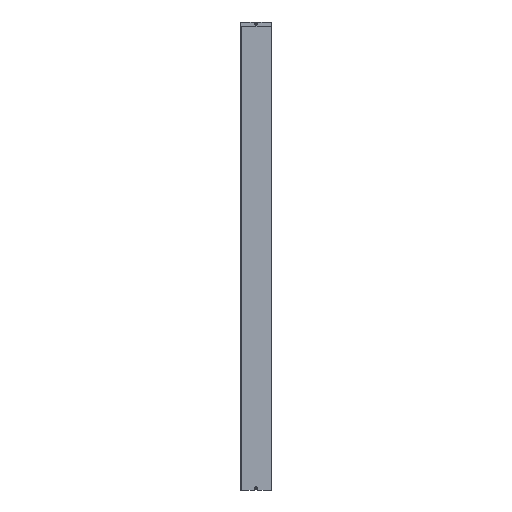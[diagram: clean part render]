
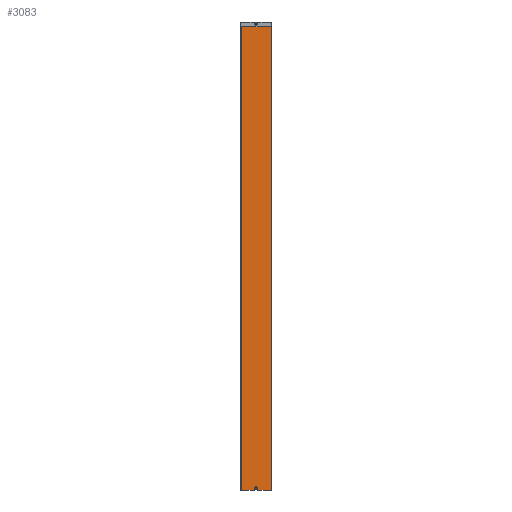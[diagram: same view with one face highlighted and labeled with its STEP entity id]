
A CAD part, front view. The second image highlights one B-rep face of the part: STEP entity #3083.
In plain terms, the highlighted planar face has unit normal (0, -1, 0).
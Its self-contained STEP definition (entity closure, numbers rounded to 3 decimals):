
#71 = EDGE_CURVE ( 'NONE', #1542, #5419, #3004, .T. ) ;
#94 = CIRCLE ( 'NONE', #2207, 0.5 ) ;
#109 = CARTESIAN_POINT ( 'NONE',  ( 10.854, 0., -2968.646 ) ) ;
#116 = EDGE_CURVE ( 'NONE', #2389, #4704, #5131, .T. ) ;
#121 = DIRECTION ( 'NONE',  ( 1., 0., 0. ) ) ;
#190 = DIRECTION ( 'NONE',  ( 0., -1., 0. ) ) ;
#238 = DIRECTION ( 'NONE',  ( 1., 0., 0. ) ) ;
#413 = CARTESIAN_POINT ( 'NONE',  ( 99., 0., -2969. ) ) ;
#421 = AXIS2_PLACEMENT_3D ( 'NONE', #4008, #3984, #3958 ) ;
#510 = VERTEX_POINT ( 'NONE', #2341 ) ;
#650 = ORIENTED_EDGE ( 'NONE', *, *, #5556, .T. ) ;
#691 = CARTESIAN_POINT ( 'NONE',  ( -11.331, 0., -2968.7 ) ) ;
#693 = CARTESIAN_POINT ( 'NONE',  ( -10.5, 0., -2968.5 ) ) ;
#708 = CARTESIAN_POINT ( 'NONE',  ( 10.5, 0., -2969. ) ) ;
#766 = LINE ( 'NONE', #3272, #5463 ) ;
#835 = ORIENTED_EDGE ( 'NONE', *, *, #4686, .T. ) ;
#884 = FACE_OUTER_BOUND ( 'NONE', #5811, .T. ) ;
#982 = VECTOR ( 'NONE', #5966, 1000. ) ;
#999 = ORIENTED_EDGE ( 'NONE', *, *, #116, .T. ) ;
#1207 = CARTESIAN_POINT ( 'NONE',  ( -99., 0., -2969. ) ) ;
#1274 = VECTOR ( 'NONE', #3232, 1000. ) ;
#1368 = DIRECTION ( 'NONE',  ( 1., 0., 0. ) ) ;
#1394 = VERTEX_POINT ( 'NONE', #3921 ) ;
#1395 = LINE ( 'NONE', #5874, #4263 ) ;
#1405 = DIRECTION ( 'NONE',  ( 0., 1., 0. ) ) ;
#1417 = DIRECTION ( 'NONE',  ( 0., 0., 1. ) ) ;
#1468 = CARTESIAN_POINT ( 'NONE',  ( 0., 0., -2955. ) ) ;
#1521 = CARTESIAN_POINT ( 'NONE',  ( -100., 0., -2968.5 ) ) ;
#1542 = VERTEX_POINT ( 'NONE', #3710 ) ;
#1668 = CIRCLE ( 'NONE', #5482, 7.3 ) ;
#1800 = VERTEX_POINT ( 'NONE', #2097 ) ;
#1875 = ORIENTED_EDGE ( 'NONE', *, *, #3374, .T. ) ;
#1893 = CARTESIAN_POINT ( 'NONE',  ( 99., 0., 0. ) ) ;
#1924 = ORIENTED_EDGE ( 'NONE', *, *, #71, .T. ) ;
#1938 = CARTESIAN_POINT ( 'NONE',  ( 0., 0., -2962.3 ) ) ;
#1953 = ORIENTED_EDGE ( 'NONE', *, *, #5743, .F. ) ;
#1977 = LINE ( 'NONE', #1207, #4327 ) ;
#2029 = CARTESIAN_POINT ( 'NONE',  ( -11.119, 0., -2968.912 ) ) ;
#2069 = AXIS2_PLACEMENT_3D ( 'NONE', #708, #4110, #4096 ) ;
#2097 = CARTESIAN_POINT ( 'NONE',  ( -99., 0., -2969. ) ) ;
#2129 = CARTESIAN_POINT ( 'NONE',  ( 0., 0., 0. ) ) ;
#2145 = EDGE_CURVE ( 'NONE', #5419, #1542, #1668, .T. ) ;
#2207 = AXIS2_PLACEMENT_3D ( 'NONE', #4465, #4414, #4392 ) ;
#2324 = ORIENTED_EDGE ( 'NONE', *, *, #2145, .T. ) ;
#2341 = CARTESIAN_POINT ( 'NONE',  ( -11.331, 0., -2969. ) ) ;
#2389 = VERTEX_POINT ( 'NONE', #693 ) ;
#2426 = VERTEX_POINT ( 'NONE', #109 ) ;
#2579 = VERTEX_POINT ( 'NONE', #3317 ) ;
#2710 = ORIENTED_EDGE ( 'NONE', *, *, #4109, .T. ) ;
#2820 = B_SPLINE_CURVE_WITH_KNOTS ( 'NONE', 3,
 ( #4220, #4368, #4201, #4194, #4170, #4154, #4135 ),
 .UNSPECIFIED., .F., .F.,
 ( 4, 1, 1, 1, 4 ),
 ( 0., 0.25, 0.5, 0.75, 1. ),
 .UNSPECIFIED. ) ;
#2830 = LINE ( 'NONE', #5916, #3011 ) ;
#2913 = VERTEX_POINT ( 'NONE', #2129 ) ;
#2980 = DIRECTION ( 'NONE',  ( 0.707, 0., 0.707 ) ) ;
#3001 = EDGE_CURVE ( 'NONE', #1800, #510, #1395, .T. ) ;
#3004 = CIRCLE ( 'NONE', #5284, 7.3 ) ;
#3011 = VECTOR ( 'NONE', #5838, 1000. ) ;
#3057 = VERTEX_POINT ( 'NONE', #2029 ) ;
#3083 = ADVANCED_FACE ( 'NONE', ( #3190, #884 ), #3594, .T. ) ;
#3130 = LINE ( 'NONE', #413, #982 ) ;
#3190 = FACE_BOUND ( 'NONE', #4799, .T. ) ;
#3195 = EDGE_CURVE ( 'NONE', #510, #3057, #4138, .T. ) ;
#3232 = DIRECTION ( 'NONE',  ( 1., 0., 0. ) ) ;
#3272 = CARTESIAN_POINT ( 'NONE',  ( 11.207, 0., -2969. ) ) ;
#3317 = CARTESIAN_POINT ( 'NONE',  ( 99., 0., -2969. ) ) ;
#3374 = EDGE_CURVE ( 'NONE', #3057, #5860, #4731, .T. ) ;
#3392 = ORIENTED_EDGE ( 'NONE', *, *, #3756, .F. ) ;
#3427 = DIRECTION ( 'NONE',  ( 0.707, 0., -0.707 ) ) ;
#3472 = VERTEX_POINT ( 'NONE', #5523 ) ;
#3594 = PLANE ( 'NONE',  #5902 ) ;
#3674 = CARTESIAN_POINT ( 'NONE',  ( -100., 0., -2969. ) ) ;
#3710 = CARTESIAN_POINT ( 'NONE',  ( 0., 0., -2947.7 ) ) ;
#3756 = EDGE_CURVE ( 'NONE', #1800, #3472, #1977, .T. ) ;
#3894 = CARTESIAN_POINT ( 'NONE',  ( -11.207, 0., -2969. ) ) ;
#3908 = EDGE_CURVE ( 'NONE', #5860, #2389, #94, .T. ) ;
#3921 = CARTESIAN_POINT ( 'NONE',  ( 11.119, 0., -2968.912 ) ) ;
#3948 = EDGE_CURVE ( 'NONE', #4704, #2426, #4800, .T. ) ;
#3958 = DIRECTION ( 'NONE',  ( 1., 0., 0. ) ) ;
#3984 = DIRECTION ( 'NONE',  ( 0., -1., 0. ) ) ;
#4008 = CARTESIAN_POINT ( 'NONE',  ( 11.331, 0., -2968.7 ) ) ;
#4026 = CARTESIAN_POINT ( 'NONE',  ( 10.5, 0., -2968.5 ) ) ;
#4096 = DIRECTION ( 'NONE',  ( -1., 0., 0. ) ) ;
#4109 = EDGE_CURVE ( 'NONE', #2426, #1394, #766, .T. ) ;
#4110 = DIRECTION ( 'NONE',  ( 0., 1., 0. ) ) ;
#4135 = CARTESIAN_POINT ( 'NONE',  ( 0., 0., 0. ) ) ;
#4138 = CIRCLE ( 'NONE', #4656, 0.3 ) ;
#4154 = CARTESIAN_POINT ( 'NONE',  ( -8.25, 0., 0. ) ) ;
#4170 = CARTESIAN_POINT ( 'NONE',  ( -24.75, 0., 0. ) ) ;
#4194 = CARTESIAN_POINT ( 'NONE',  ( -49.498, 0., 0. ) ) ;
#4201 = CARTESIAN_POINT ( 'NONE',  ( -74.248, 0., 0. ) ) ;
#4206 = ORIENTED_EDGE ( 'NONE', *, *, #3948, .T. ) ;
#4220 = CARTESIAN_POINT ( 'NONE',  ( -99., 0., 0. ) ) ;
#4263 = VECTOR ( 'NONE', #238, 1000. ) ;
#4327 = VECTOR ( 'NONE', #5867, 1000. ) ;
#4346 = ORIENTED_EDGE ( 'NONE', *, *, #6023, .F. ) ;
#4368 = CARTESIAN_POINT ( 'NONE',  ( -90.749, 0., 0. ) ) ;
#4392 = DIRECTION ( 'NONE',  ( -1., 0., 0. ) ) ;
#4414 = DIRECTION ( 'NONE',  ( 0., 1., 0. ) ) ;
#4465 = CARTESIAN_POINT ( 'NONE',  ( -10.5, 0., -2969. ) ) ;
#4507 = CIRCLE ( 'NONE', #421, 0.3 ) ;
#4623 = CARTESIAN_POINT ( 'NONE',  ( 100., 0., -2969. ) ) ;
#4656 = AXIS2_PLACEMENT_3D ( 'NONE', #691, #190, #121 ) ;
#4686 = EDGE_CURVE ( 'NONE', #1394, #5039, #4507, .T. ) ;
#4704 = VERTEX_POINT ( 'NONE', #4026 ) ;
#4731 = LINE ( 'NONE', #3894, #5951 ) ;
#4799 = EDGE_LOOP ( 'NONE', ( #1924, #2324 ) ) ;
#4800 = CIRCLE ( 'NONE', #2069, 0.5 ) ;
#4900 = DIRECTION ( 'NONE',  ( 0., 0., 1. ) ) ;
#4904 = ORIENTED_EDGE ( 'NONE', *, *, #5227, .T. ) ;
#4919 = DIRECTION ( 'NONE',  ( 0., 1., 0. ) ) ;
#4925 = CARTESIAN_POINT ( 'NONE',  ( 0., 0., -2955. ) ) ;
#4995 = LINE ( 'NONE', #3674, #1274 ) ;
#5039 = VERTEX_POINT ( 'NONE', #5675 ) ;
#5047 = ORIENTED_EDGE ( 'NONE', *, *, #3195, .T. ) ;
#5128 = ORIENTED_EDGE ( 'NONE', *, *, #3001, .T. ) ;
#5131 = LINE ( 'NONE', #1521, #5232 ) ;
#5137 = DIRECTION ( 'NONE',  ( 0., -1., 0. ) ) ;
#5155 = DIRECTION ( 'NONE',  ( 1., 0., 0. ) ) ;
#5227 = EDGE_CURVE ( 'NONE', #5039, #2579, #4995, .T. ) ;
#5232 = VECTOR ( 'NONE', #1368, 1000. ) ;
#5284 = AXIS2_PLACEMENT_3D ( 'NONE', #1468, #1405, #1417 ) ;
#5378 = CARTESIAN_POINT ( 'NONE',  ( -10.854, 0., -2968.646 ) ) ;
#5419 = VERTEX_POINT ( 'NONE', #1938 ) ;
#5463 = VECTOR ( 'NONE', #3427, 1000. ) ;
#5482 = AXIS2_PLACEMENT_3D ( 'NONE', #4925, #4919, #4900 ) ;
#5523 = CARTESIAN_POINT ( 'NONE',  ( -99., 0., 0. ) ) ;
#5556 = EDGE_CURVE ( 'NONE', #2579, #5700, #3130, .T. ) ;
#5675 = CARTESIAN_POINT ( 'NONE',  ( 11.331, 0., -2969. ) ) ;
#5700 = VERTEX_POINT ( 'NONE', #1893 ) ;
#5743 = EDGE_CURVE ( 'NONE', #2913, #5700, #2830, .T. ) ;
#5811 = EDGE_LOOP ( 'NONE', ( #5128, #5047, #1875, #5931, #999, #4206, #2710, #835, #4904, #650, #1953, #4346, #3392 ) ) ;
#5838 = DIRECTION ( 'NONE',  ( 1., 0., 0. ) ) ;
#5860 = VERTEX_POINT ( 'NONE', #5378 ) ;
#5867 = DIRECTION ( 'NONE',  ( 0., 0., 1. ) ) ;
#5874 = CARTESIAN_POINT ( 'NONE',  ( -100., 0., -2969. ) ) ;
#5902 = AXIS2_PLACEMENT_3D ( 'NONE', #4623, #5137, #5155 ) ;
#5916 = CARTESIAN_POINT ( 'NONE',  ( -99., 0., 0. ) ) ;
#5931 = ORIENTED_EDGE ( 'NONE', *, *, #3908, .T. ) ;
#5951 = VECTOR ( 'NONE', #2980, 1000. ) ;
#5966 = DIRECTION ( 'NONE',  ( 0., 0., 1. ) ) ;
#6023 = EDGE_CURVE ( 'NONE', #3472, #2913, #2820, .T. ) ;
